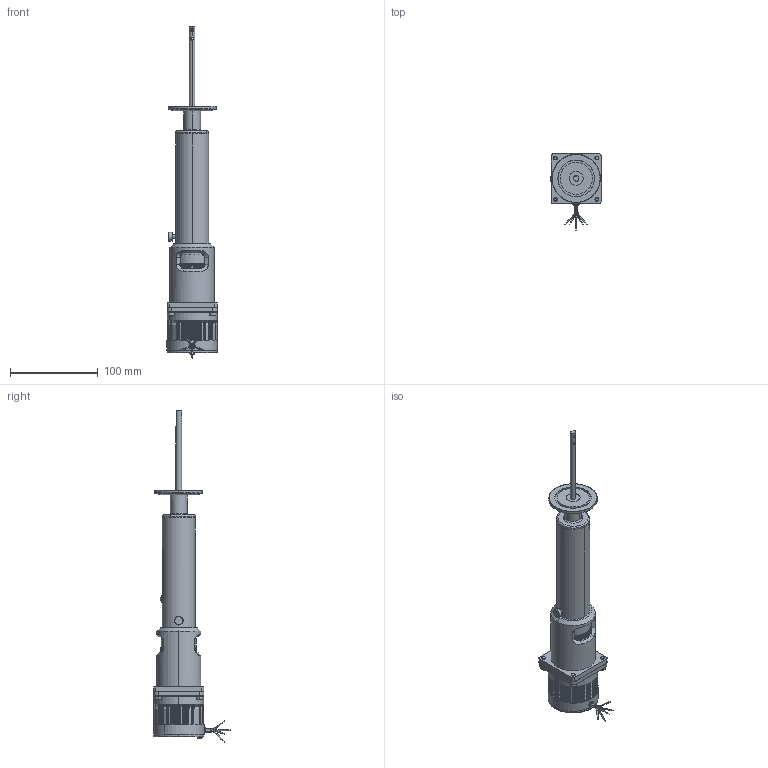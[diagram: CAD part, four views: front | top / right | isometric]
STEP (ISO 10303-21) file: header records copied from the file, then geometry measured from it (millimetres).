
FILE_DESCRIPTION (( 'STEP AP203' ), '1' );
FILE_NAME ('102280-11.stp', '2019-04-10T19:25:02', ( '' ), ( '' ), 'SwSTEP 2.0', 'SolidWorks 2012', '' );
FILE_SCHEMA (( 'CONFIG_CONTROL_DESIGN' ));
Products named in the file (1): 102280-11
Bounding box: 57.4 x 86.93 x 377.41 mm (x, y, z)
Volume: 437116.9 mm3; surface area: 57869.8 mm2
Topology: 1 solids, 13 shells, 2032 faces, 5649 edges, 3695 vertices
Faces by surface type: plane 1025, cylinder 585, cone 236, bspline 186
Entity records: 91283 total; most frequent: CARTESIAN_POINT 40399, ORIENTED_EDGE 11258, DIRECTION 9955, EDGE_CURVE 5629, VERTEX_POINT 3685, AXIS2_PLACEMENT_3D 3577, VECTOR 2801, LINE 2801
